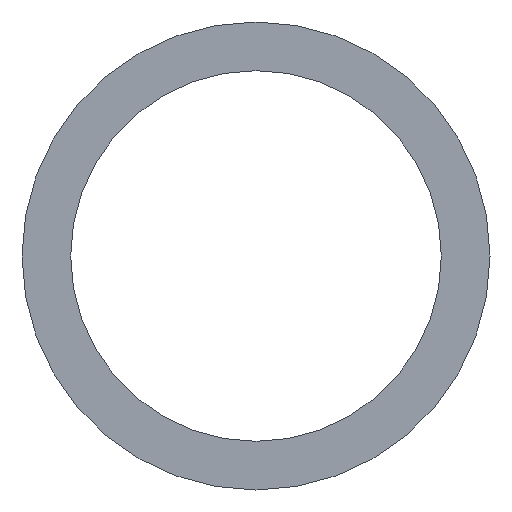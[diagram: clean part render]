
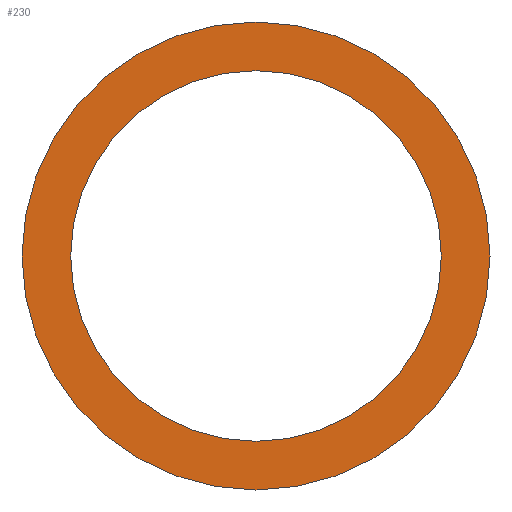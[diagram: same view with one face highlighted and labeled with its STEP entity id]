
A CAD part, left-side view. The second image highlights one B-rep face of the part: STEP entity #230.
In plain terms, the highlighted planar face has unit normal (-1, 0, 0).
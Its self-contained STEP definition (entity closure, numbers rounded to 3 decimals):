
#45 = EDGE_CURVE ( 'NONE', #73, #70, #112, .T. ) ;
#48 = EDGE_CURVE ( 'NONE', #70, #73, #118, .T. ) ;
#49 = EDGE_CURVE ( 'NONE', #76, #77, #116, .T. ) ;
#52 = EDGE_CURVE ( 'NONE', #77, #76, #123, .T. ) ;
#56 = AXIS2_PLACEMENT_3D ( 'NONE', #189, #185, #178 ) ;
#59 = AXIS2_PLACEMENT_3D ( 'NONE', #168, #167, #183 ) ;
#60 = AXIS2_PLACEMENT_3D ( 'NONE', #159, #158, #157 ) ;
#61 = AXIS2_PLACEMENT_3D ( 'NONE', #173, #166, #165 ) ;
#68 = AXIS2_PLACEMENT_3D ( 'NONE', #151, #143, #207 ) ;
#70 = VERTEX_POINT ( 'NONE', #184 ) ;
#73 = VERTEX_POINT ( 'NONE', #202 ) ;
#76 = VERTEX_POINT ( 'NONE', #182 ) ;
#77 = VERTEX_POINT ( 'NONE', #191 ) ;
#81 = EDGE_LOOP ( 'NONE', ( #100, #101 ) ) ;
#87 = EDGE_LOOP ( 'NONE', ( #102, #103 ) ) ;
#100 = ORIENTED_EDGE ( 'NONE', *, *, #48, .F. ) ;
#101 = ORIENTED_EDGE ( 'NONE', *, *, #45, .F. ) ;
#102 = ORIENTED_EDGE ( 'NONE', *, *, #49, .T. ) ;
#103 = ORIENTED_EDGE ( 'NONE', *, *, #52, .T. ) ;
#112 = CIRCLE ( 'NONE', #56, 37.62 ) ;
#116 = CIRCLE ( 'NONE', #60, 47.5 ) ;
#118 = CIRCLE ( 'NONE', #59, 37.62 ) ;
#123 = CIRCLE ( 'NONE', #61, 47.5 ) ;
#132 = FACE_BOUND ( 'NONE', #81, .T. ) ;
#138 = FACE_OUTER_BOUND ( 'NONE', #87, .T. ) ;
#143 = DIRECTION ( 'NONE',  ( 1., 0., 0. ) ) ;
#147 = PLANE ( 'NONE',  #68 ) ;
#151 = CARTESIAN_POINT ( 'NONE',  ( -1., 47.5, 0. ) ) ;
#157 = DIRECTION ( 'NONE',  ( 0., 0., 1. ) ) ;
#158 = DIRECTION ( 'NONE',  ( -1., 0., 0. ) ) ;
#159 = CARTESIAN_POINT ( 'NONE',  ( -1., 0., 0. ) ) ;
#165 = DIRECTION ( 'NONE',  ( 0., 0., 1. ) ) ;
#166 = DIRECTION ( 'NONE',  ( -1., 0., 0. ) ) ;
#167 = DIRECTION ( 'NONE',  ( -1., 0., 0. ) ) ;
#168 = CARTESIAN_POINT ( 'NONE',  ( -1., 0., 0. ) ) ;
#173 = CARTESIAN_POINT ( 'NONE',  ( -1., 0., 0. ) ) ;
#178 = DIRECTION ( 'NONE',  ( 0., 0., 1. ) ) ;
#182 = CARTESIAN_POINT ( 'NONE',  ( -1., 0., 47.5 ) ) ;
#183 = DIRECTION ( 'NONE',  ( 0., 0., 1. ) ) ;
#184 = CARTESIAN_POINT ( 'NONE',  ( -1., 0., 37.62 ) ) ;
#185 = DIRECTION ( 'NONE',  ( -1., 0., 0. ) ) ;
#189 = CARTESIAN_POINT ( 'NONE',  ( -1., 0., 0. ) ) ;
#191 = CARTESIAN_POINT ( 'NONE',  ( -1., 0., -47.5 ) ) ;
#202 = CARTESIAN_POINT ( 'NONE',  ( -1., 0., -37.62 ) ) ;
#207 = DIRECTION ( 'NONE',  ( 0., 0., -1. ) ) ;
#230 = ADVANCED_FACE ( 'NONE', ( #132, #138 ), #147, .F. ) ;
